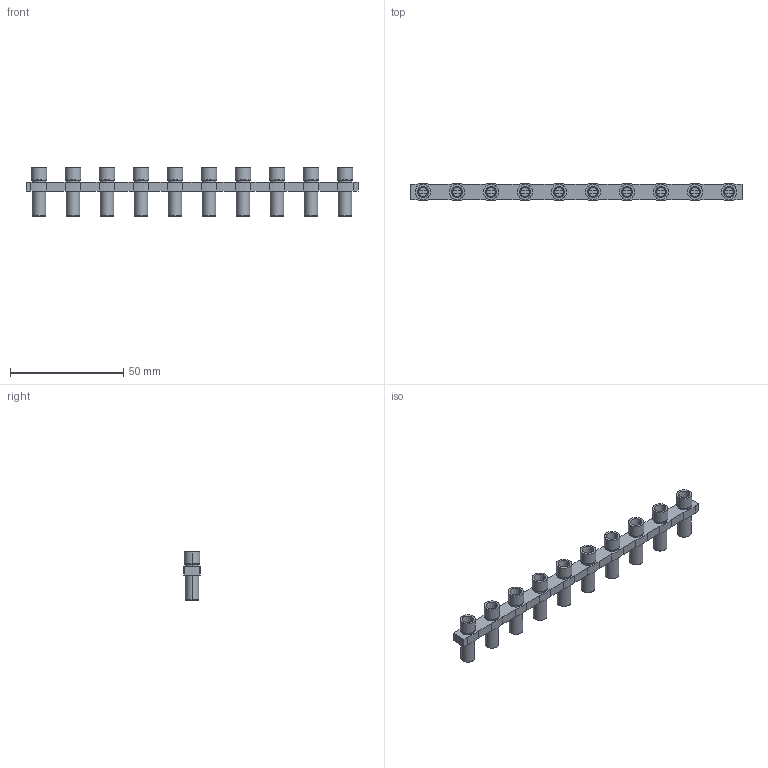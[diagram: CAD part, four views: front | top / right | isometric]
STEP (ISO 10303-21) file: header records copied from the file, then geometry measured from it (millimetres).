
FILE_DESCRIPTION (( 'STEP AP203' ), '1' );
FILE_NAME ('10''LU - MRK 35 ÜST KÖPRÜ.STEP', '2020-03-26T10:06:04', ( '' ), ( '' ), 'SwSTEP 2.0', 'SolidWorks 2011', '' );
FILE_SCHEMA (( 'CONFIG_CONTROL_DESIGN' ));
Length unit declared in the file: millimetre
Products named in the file (1): 10''LU - MRK 35 ÜST KÖPRÜ
Bounding box: 146.4 x 7.32 x 21.2 mm (x, y, z)
Volume: 8351.4 mm3; surface area: 9306.6 mm2
Topology: 1 solids, 11 shells, 512 faces, 1194 edges, 776 vertices
Faces by surface type: plane 182, cylinder 180, bspline 90, cone 60
Entity records: 18337 total; most frequent: CARTESIAN_POINT 6676, DIRECTION 2446, ORIENTED_EDGE 2388, EDGE_CURVE 1194, AXIS2_PLACEMENT_3D 1019, VERTEX_POINT 776, EDGE_LOOP 604, CIRCLE 596
